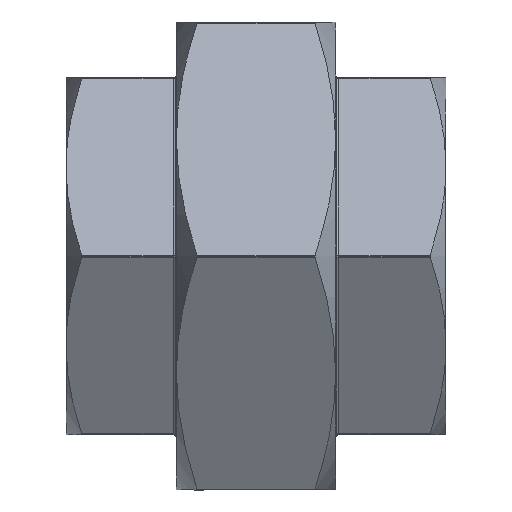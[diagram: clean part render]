
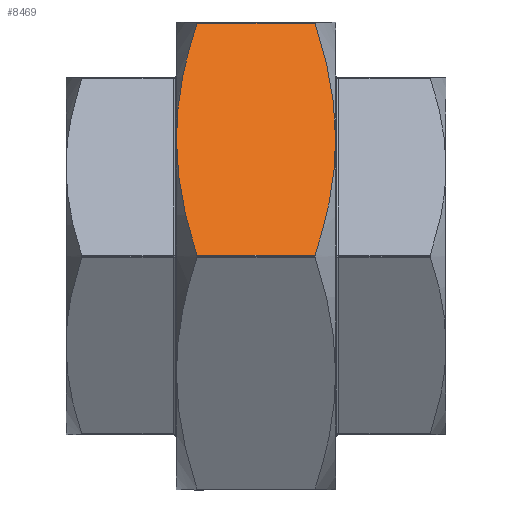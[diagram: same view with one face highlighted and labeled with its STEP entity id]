
A CAD part, front view. The second image highlights one B-rep face of the part: STEP entity #8469.
In plain terms, the highlighted planar face has unit normal (0, -0.866, 0.5).
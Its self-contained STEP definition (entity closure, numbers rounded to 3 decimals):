
#629 = PLANE ( 'NONE',  #6742 ) ;
#1046 = ORIENTED_EDGE ( 'NONE', *, *, #10541, .T. ) ;
#1170 = CARTESIAN_POINT ( 'NONE',  ( 9.084, -20.871, 35.85 ) ) ;
#1730 = CARTESIAN_POINT ( 'NONE',  ( 12.25, -31.177, 18. ) ) ;
#1815 =( BOUNDED_CURVE ( )  B_SPLINE_CURVE ( 2, ( #8369, #9327, #5145 ),
 .UNSPECIFIED., .F., .F. ) 
 B_SPLINE_CURVE_WITH_KNOTS ( ( 3, 3 ),
 ( 3.067, 5.284 ),
 .UNSPECIFIED. ) 
 CURVE ( )  GEOMETRIC_REPRESENTATION_ITEM ( )  RATIONAL_B_SPLINE_CURVE ( ( 1., 1.052, 1.029 ) ) 
 REPRESENTATION_ITEM ( '' )  );
#1936 = CARTESIAN_POINT ( 'NONE',  ( 9.084, -41.483, 0.15 ) ) ;
#2312 = EDGE_CURVE ( 'NONE', #5549, #6262, #4505, .T. ) ;
#2563 = DIRECTION ( 'NONE',  ( -1., 0., 0. ) ) ;
#2814 = ORIENTED_EDGE ( 'NONE', *, *, #5692, .T. ) ;
#2815 = DIRECTION ( 'NONE',  ( 1., 0., 0. ) ) ;
#2861 = CARTESIAN_POINT ( 'NONE',  ( 0., -20.871, 35.85 ) ) ;
#3020 = VECTOR ( 'NONE', #2815, 1000. ) ;
#3107 = EDGE_CURVE ( 'NONE', #13352, #5582, #6549, .T. ) ;
#3526 = EDGE_CURVE ( 'NONE', #5723, #5582, #10961, .T. ) ;
#3653 = DIRECTION ( 'NONE',  ( 0., -0.866, 0.5 ) ) ;
#3680 = CARTESIAN_POINT ( 'NONE',  ( 12.25, -26.389, 26.293 ) ) ;
#3701 = EDGE_CURVE ( 'NONE', #13682, #6262, #1815, .T. ) ;
#3775 =( BOUNDED_CURVE ( )  B_SPLINE_CURVE ( 2, ( #13104, #13150, #1730 ),
 .UNSPECIFIED., .F., .F. ) 
 B_SPLINE_CURVE_WITH_KNOTS ( ( 3, 3 ),
 ( 0.85, 3.067 ),
 .UNSPECIFIED. ) 
 CURVE ( )  GEOMETRIC_REPRESENTATION_ITEM ( )  RATIONAL_B_SPLINE_CURVE ( ( 1.029, 1.052, 1. ) ) 
 REPRESENTATION_ITEM ( '' )  );
#4126 = CARTESIAN_POINT ( 'NONE',  ( -9.084, -41.483, 0.15 ) ) ;
#4505 = LINE ( 'NONE', #8897, #5511 ) ;
#4518 = ORIENTED_EDGE ( 'NONE', *, *, #3526, .F. ) ;
#5145 = CARTESIAN_POINT ( 'NONE',  ( -9.084, -41.483, 0.15 ) ) ;
#5511 = VECTOR ( 'NONE', #2563, 1000. ) ;
#5549 = VERTEX_POINT ( 'NONE', #1936 ) ;
#5582 = VERTEX_POINT ( 'NONE', #1170 ) ;
#5692 = EDGE_CURVE ( 'NONE', #5723, #13682, #12869, .T. ) ;
#5722 = CARTESIAN_POINT ( 'NONE',  ( -12.25, -26.389, 26.293 ) ) ;
#5723 = VERTEX_POINT ( 'NONE', #11862 ) ;
#5908 = CARTESIAN_POINT ( 'NONE',  ( 0., -41.569, 0. ) ) ;
#6262 = VERTEX_POINT ( 'NONE', #4126 ) ;
#6549 =( BOUNDED_CURVE ( )  B_SPLINE_CURVE ( 2, ( #9992, #3680, #11092 ),
 .UNSPECIFIED., .F., .F. ) 
 B_SPLINE_CURVE_WITH_KNOTS ( ( 3, 3 ),
 ( 3.067, 5.284 ),
 .UNSPECIFIED. ) 
 CURVE ( )  GEOMETRIC_REPRESENTATION_ITEM ( )  RATIONAL_B_SPLINE_CURVE ( ( 1., 1.052, 1.029 ) ) 
 REPRESENTATION_ITEM ( '' )  );
#6742 = AXIS2_PLACEMENT_3D ( 'NONE', #5908, #3653, #9091 ) ;
#6779 = CARTESIAN_POINT ( 'NONE',  ( -12.25, -31.177, 18. ) ) ;
#7396 = ORIENTED_EDGE ( 'NONE', *, *, #2312, .F. ) ;
#7468 = ORIENTED_EDGE ( 'NONE', *, *, #3701, .T. ) ;
#8369 = CARTESIAN_POINT ( 'NONE',  ( -12.25, -31.177, 18. ) ) ;
#8469 = ADVANCED_FACE ( 'NONE', ( #10920 ), #629, .T. ) ;
#8897 = CARTESIAN_POINT ( 'NONE',  ( 0., -41.483, 0.15 ) ) ;
#9091 = DIRECTION ( 'NONE',  ( 0., 0.5, 0.866 ) ) ;
#9327 = CARTESIAN_POINT ( 'NONE',  ( -12.25, -35.965, 9.707 ) ) ;
#9593 = ORIENTED_EDGE ( 'NONE', *, *, #3107, .T. ) ;
#9992 = CARTESIAN_POINT ( 'NONE',  ( 12.25, -31.177, 18. ) ) ;
#10382 = CARTESIAN_POINT ( 'NONE',  ( -12.25, -31.177, 18. ) ) ;
#10541 = EDGE_CURVE ( 'NONE', #5549, #13352, #3775, .T. ) ;
#10888 = CARTESIAN_POINT ( 'NONE',  ( -9.084, -20.871, 35.85 ) ) ;
#10920 = FACE_OUTER_BOUND ( 'NONE', #12649, .T. ) ;
#10961 = LINE ( 'NONE', #2861, #3020 ) ;
#11092 = CARTESIAN_POINT ( 'NONE',  ( 9.084, -20.871, 35.85 ) ) ;
#11862 = CARTESIAN_POINT ( 'NONE',  ( -9.084, -20.871, 35.85 ) ) ;
#12649 = EDGE_LOOP ( 'NONE', ( #7396, #1046, #9593, #4518, #2814, #7468 ) ) ;
#12688 = CARTESIAN_POINT ( 'NONE',  ( 12.25, -31.177, 18. ) ) ;
#12869 =( BOUNDED_CURVE ( )  B_SPLINE_CURVE ( 2, ( #10888, #5722, #6779 ),
 .UNSPECIFIED., .F., .F. ) 
 B_SPLINE_CURVE_WITH_KNOTS ( ( 3, 3 ),
 ( 0.85, 3.067 ),
 .UNSPECIFIED. ) 
 CURVE ( )  GEOMETRIC_REPRESENTATION_ITEM ( )  RATIONAL_B_SPLINE_CURVE ( ( 1.029, 1.052, 1. ) ) 
 REPRESENTATION_ITEM ( '' )  );
#13104 = CARTESIAN_POINT ( 'NONE',  ( 9.084, -41.483, 0.15 ) ) ;
#13150 = CARTESIAN_POINT ( 'NONE',  ( 12.25, -35.965, 9.707 ) ) ;
#13352 = VERTEX_POINT ( 'NONE', #12688 ) ;
#13682 = VERTEX_POINT ( 'NONE', #10382 ) ;
